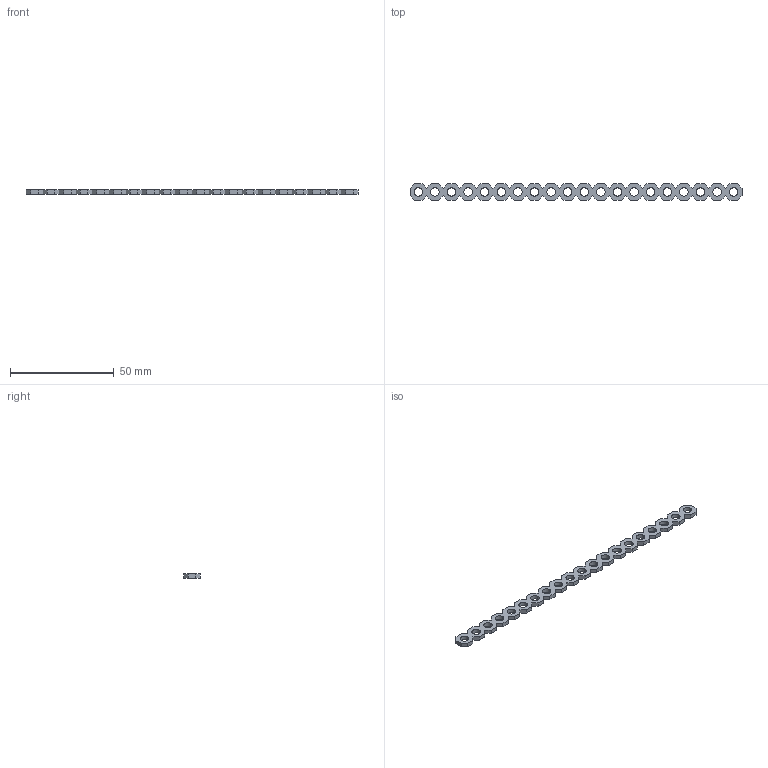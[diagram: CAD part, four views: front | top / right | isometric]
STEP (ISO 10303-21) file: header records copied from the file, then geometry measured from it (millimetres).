
FILE_DESCRIPTION (( 'STEP AP214' ), '1' );
FILE_NAME ('Cuttable Linkage蟀裝.step', '2016-10-28T04:09:14', ( 'dell' ), ( '' ), 'SwSTEP 2.0', 'SolidWorks 2013', '' );
FILE_SCHEMA (( 'AUTOMOTIVE_DESIGN' ));
Length unit declared in the file: millimetre
Products named in the file (1): Cuttable Linkage蟀裝
Bounding box: 160 x 8 x 2 mm (x, y, z)
Volume: 1644.7 mm3; surface area: 2960.1 mm2
Topology: 1 solids, 1 shells, 164 faces, 486 edges, 324 vertices
Faces by surface type: plane 124, cylinder 40
Entity records: 5564 total; most frequent: CARTESIAN_POINT 975, ORIENTED_EDGE 972, DIRECTION 896, EDGE_CURVE 486, VECTOR 406, LINE 406, VERTEX_POINT 324, AXIS2_PLACEMENT_3D 245
